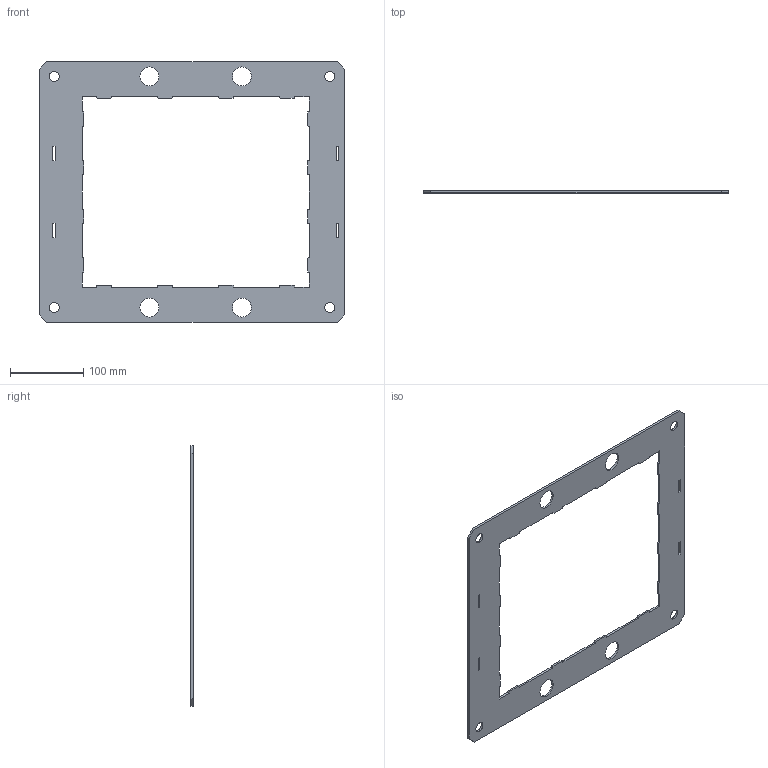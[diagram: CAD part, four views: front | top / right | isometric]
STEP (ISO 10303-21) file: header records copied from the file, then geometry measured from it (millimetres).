
FILE_DESCRIPTION (( 'STEP AP203' ), '1' );
FILE_NAME ('SHRPRO-V1 1300.01-A Hopper botton plate.step', '2019-12-23T20:15:19', ( '' ), ( '' ), 'SwSTEP 2.0', 'SolidWorks 2018', '' );
FILE_SCHEMA (( 'CONFIG_CONTROL_DESIGN' ));
Length unit declared in the file: millimetre
Products named in the file (1): SHRPRO-V1 1300.01-A Hopper botton plate
Bounding box: 416.5 x 3 x 356 mm (x, y, z)
Volume: 195004.9 mm3; surface area: 140204.9 mm2
Topology: 1 solids, 1 shells, 142 faces, 420 edges, 280 vertices
Faces by surface type: plane 126, cylinder 16
Entity records: 4757 total; most frequent: CARTESIAN_POINT 891, ORIENTED_EDGE 840, DIRECTION 690, EDGE_CURVE 420, VECTOR 340, LINE 340, VERTEX_POINT 280, AXIS2_PLACEMENT_3D 175
